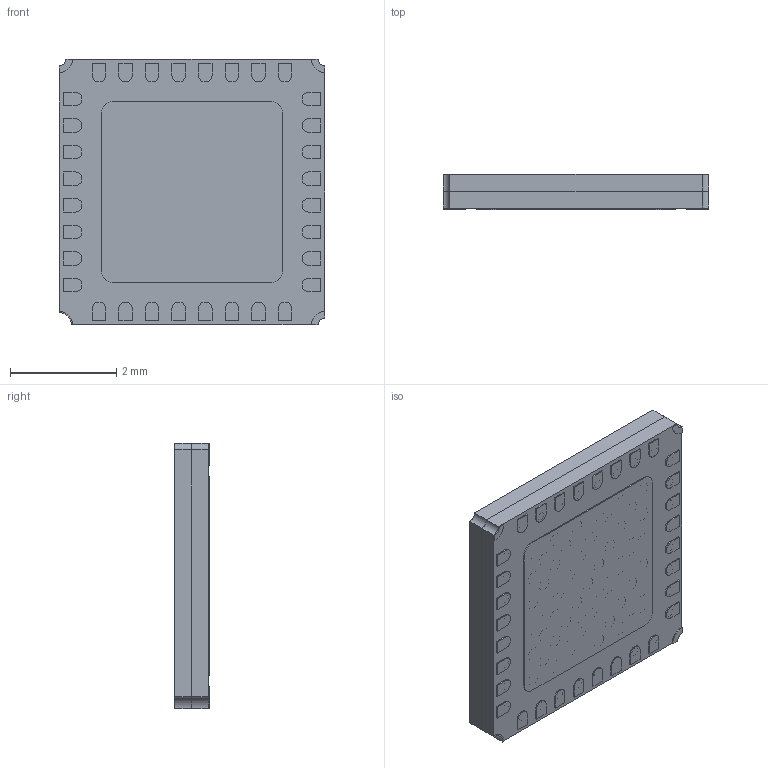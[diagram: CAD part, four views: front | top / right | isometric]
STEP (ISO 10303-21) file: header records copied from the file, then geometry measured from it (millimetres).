
FILE_DESCRIPTION (( 'STEP AP214' ), '1' );
FILE_NAME ('CQFN32W.5G1.STEP', '2014-09-28T17:47:42', ( '' ), ( '' ), 'SwSTEP 2.0', 'SolidWorks 2012', '' );
FILE_SCHEMA (( 'AUTOMOTIVE_DESIGN' ));
Length unit declared in the file: millimetre
Products named in the file (5): Part2^CQFN32W.5G1; Ceramic Body; Daisy Chain Pads; Top Pads; CQFN32W.5G1
Assembly tree (4 placements, depth 2):
  CQFN32W.5G1
    Ceramic Body
    Daisy Chain Pads
    Top Pads
    Part2^CQFN32W.5G1
Bounding box: 5 x 0.66 x 5 mm (x, y, z)
Volume: 9.7 mm3; surface area: 156.4 mm2
Topology: 72 solids, 72 shells, 978 faces, 2406 edges, 1604 vertices
Faces by surface type: cylinder 501, plane 477
Entity records: 30554 total; most frequent: DIRECTION 5386, CARTESIAN_POINT 4995, ORIENTED_EDGE 4812, EDGE_CURVE 2406, AXIS2_PLACEMENT_3D 1995, VERTEX_POINT 1604, VECTOR 1396, LINE 1396
